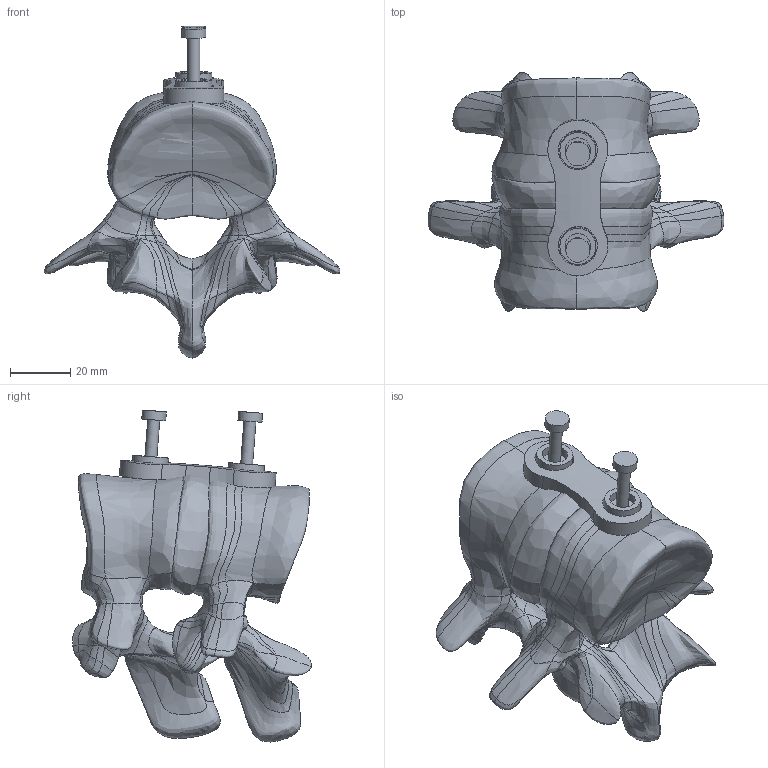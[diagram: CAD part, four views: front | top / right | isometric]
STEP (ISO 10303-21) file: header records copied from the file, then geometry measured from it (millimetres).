
FILE_DESCRIPTION(/* description */ (''),/* implementation_level */ '2;1');
FILE_NAME(/* name */ 'Tosca_z_kregoslupem.stp',/* time_stamp */ '2022-01-09T16:19:43+01:00',/* author */ ('Tracer'),/* organization */ (''),/* preprocessor_version */ 'ST-DEVELOPER v18.1',/* originating_system */ 'Autodesk Inventor 2022',/* authorisation */ '');
FILE_SCHEMA (('AUTOMOTIVE_DESIGN { 1 0 10303 214 3 1 1 }'));
Length unit declared in the file: millimetre
Products named in the file (8): Tosca_z_kregoslupem; kregoslup; L3; L3_dysk; L4; TOSCA; kotwa; wkret
Assembly tree (9 placements, depth 3):
  Tosca_z_kregoslupem
    kregoslup
      L3
      L3_dysk
      L4
    TOSCA
    kotwa  x2
    wkret  x2
Bounding box: 98.58 x 79.56 x 110.61 mm (x, y, z)
Volume: 160360.9 mm3; surface area: 42298.6 mm2
Topology: 8 solids, 8 shells, 376 faces, 989 edges, 623 vertices
Faces by surface type: bspline 296, plane 38, cylinder 22, cone 18, torus 2
Full cylindrical faces by diameter (mm): 4 x4, 8 x4, 8.2 x2, 8.5 x2, 12 x2, 13 x2
Entity records: 27850 total; most frequent: CARTESIAN_POINT 21526, ORIENTED_EDGE 1816, EDGE_CURVE 908, B_SPLINE_CURVE_WITH_KNOTS 808, VERTEX_POINT 578, EDGE_LOOP 356, FACE_OUTER_BOUND 344, ADVANCED_FACE 344
